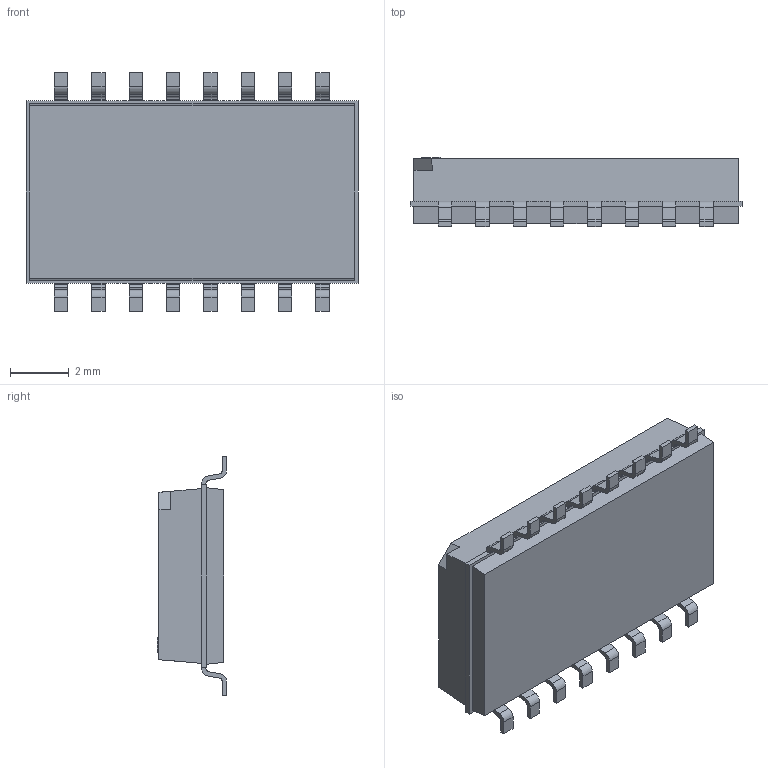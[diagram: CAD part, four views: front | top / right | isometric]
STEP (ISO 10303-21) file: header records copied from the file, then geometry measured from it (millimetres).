
FILE_DESCRIPTION( ( 'STEP AP214' ), ' ' );
FILE_NAME( 'psolqas16523825630.stp', '2017-08-23T14:52:38', ( '' ), ( '' ), ' ', 'PARTsolutions', ' ' );
FILE_SCHEMA( ( 'AUTOMOTIVE_DESIGN { 1 0 10303 214 1 1 1 1 }' ) );
Length unit declared in the file: metre
Products named in the file (1): 1
Bounding box: 11.29 x 2.35 x 8.12 mm (x, y, z)
Volume: 132.6 mm3; surface area: 306.9 mm2
Topology: 1 solids, 1 shells, 901 faces, 2505 edges, 1654 vertices
Faces by surface type: plane 758, cylinder 96, extrusion 47
Entity records: 28925 total; most frequent: CARTESIAN_POINT 5788, ORIENTED_EDGE 5010, DIRECTION 4356, EDGE_CURVE 2505, VECTOR 2262, LINE 2215, VERTEX_POINT 1654, AXIS2_PLACEMENT_3D 1047
